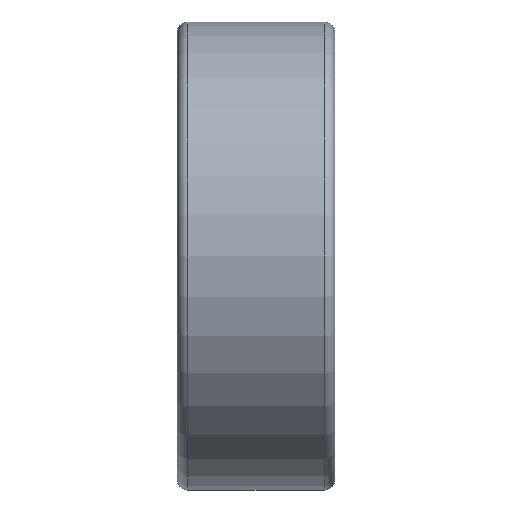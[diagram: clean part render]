
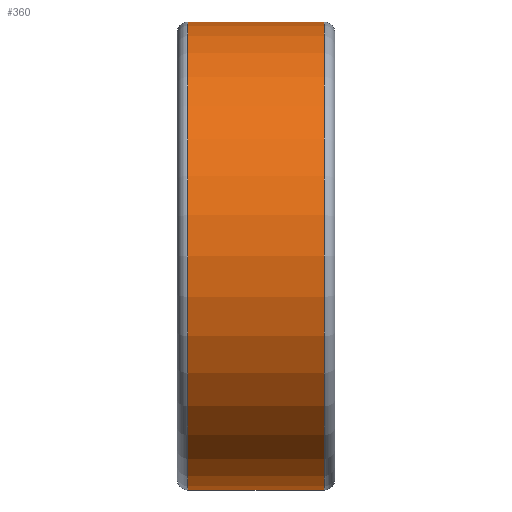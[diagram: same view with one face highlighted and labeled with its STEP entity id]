
A CAD part, front view. The second image highlights one B-rep face of the part: STEP entity #360.
In plain terms, the highlighted cylindrical face has radius 11 mm (diameter 22 mm), a partial arc.
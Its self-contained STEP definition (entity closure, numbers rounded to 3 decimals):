
#6 = CARTESIAN_POINT ( 'NONE',  ( 6.9, 0., -11. ) ) ;
#16 = VERTEX_POINT ( 'NONE', #131 ) ;
#21 = VERTEX_POINT ( 'NONE', #54 ) ;
#35 = FACE_OUTER_BOUND ( 'NONE', #260, .T. ) ;
#41 = DIRECTION ( 'NONE',  ( -1., 0., 0. ) ) ;
#42 = ORIENTED_EDGE ( 'NONE', *, *, #143, .T. ) ;
#45 = VECTOR ( 'NONE', #84, 1000. ) ;
#53 = LINE ( 'NONE', #157, #45 ) ;
#54 = CARTESIAN_POINT ( 'NONE',  ( 6.9, 0., 11. ) ) ;
#62 = AXIS2_PLACEMENT_3D ( 'NONE', #198, #319, #321 ) ;
#84 = DIRECTION ( 'NONE',  ( -1., 0., 0. ) ) ;
#88 = AXIS2_PLACEMENT_3D ( 'NONE', #173, #41, #292 ) ;
#89 = CARTESIAN_POINT ( 'NONE',  ( 0.5, 0., 0. ) ) ;
#104 = ORIENTED_EDGE ( 'NONE', *, *, #242, .T. ) ;
#114 = CARTESIAN_POINT ( 'NONE',  ( 7.4, 0., -11. ) ) ;
#131 = CARTESIAN_POINT ( 'NONE',  ( 0.5, 0., 11. ) ) ;
#133 = AXIS2_PLACEMENT_3D ( 'NONE', #89, #333, #192 ) ;
#143 = EDGE_CURVE ( 'NONE', #21, #16, #53, .T. ) ;
#157 = CARTESIAN_POINT ( 'NONE',  ( 7.4, 0., 11. ) ) ;
#160 = VECTOR ( 'NONE', #194, 1000. ) ;
#173 = CARTESIAN_POINT ( 'NONE',  ( 7.4, 0., 0. ) ) ;
#182 = EDGE_CURVE ( 'NONE', #205, #257, #280, .T. ) ;
#192 = DIRECTION ( 'NONE',  ( 0., 0., -1. ) ) ;
#194 = DIRECTION ( 'NONE',  ( -1., 0., 0. ) ) ;
#198 = CARTESIAN_POINT ( 'NONE',  ( 6.9, 0., 0. ) ) ;
#202 = CIRCLE ( 'NONE', #62, 11. ) ;
#205 = VERTEX_POINT ( 'NONE', #6 ) ;
#242 = EDGE_CURVE ( 'NONE', #16, #257, #349, .T. ) ;
#257 = VERTEX_POINT ( 'NONE', #341 ) ;
#260 = EDGE_LOOP ( 'NONE', ( #350, #262, #42, #104 ) ) ;
#262 = ORIENTED_EDGE ( 'NONE', *, *, #312, .T. ) ;
#280 = LINE ( 'NONE', #114, #160 ) ;
#292 = DIRECTION ( 'NONE',  ( 0., 0., 1. ) ) ;
#312 = EDGE_CURVE ( 'NONE', #205, #21, #202, .T. ) ;
#319 = DIRECTION ( 'NONE',  ( -1., 0., 0. ) ) ;
#321 = DIRECTION ( 'NONE',  ( 0., 0., -1. ) ) ;
#333 = DIRECTION ( 'NONE',  ( 1., 0., 0. ) ) ;
#341 = CARTESIAN_POINT ( 'NONE',  ( 0.5, 0., -11. ) ) ;
#343 = CYLINDRICAL_SURFACE ( 'NONE', #88, 11. ) ;
#349 = CIRCLE ( 'NONE', #133, 11. ) ;
#350 = ORIENTED_EDGE ( 'NONE', *, *, #182, .F. ) ;
#360 = ADVANCED_FACE ( 'NONE', ( #35 ), #343, .T. ) ;
